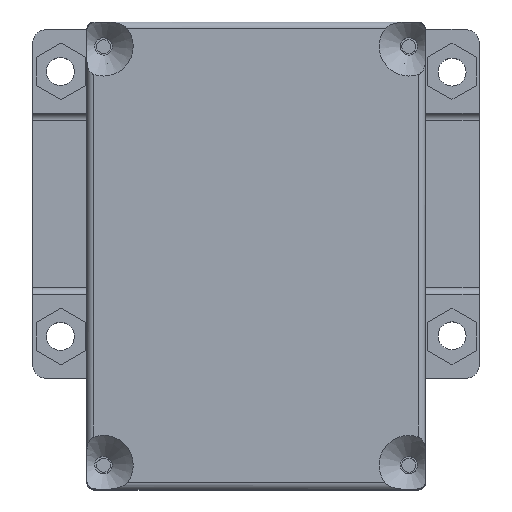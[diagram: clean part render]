
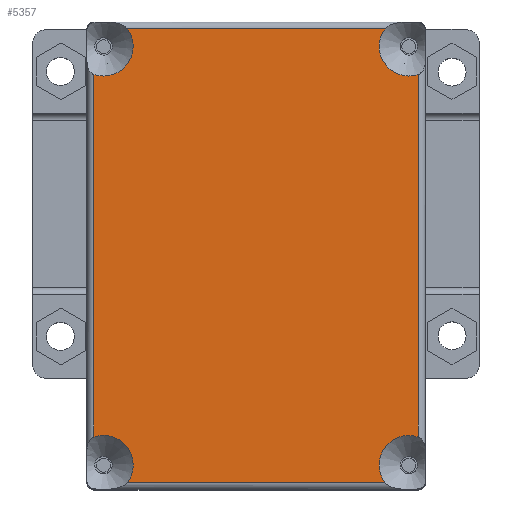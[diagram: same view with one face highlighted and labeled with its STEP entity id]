
A CAD part, top view. The second image highlights one B-rep face of the part: STEP entity #5357.
In plain terms, the highlighted planar face has unit normal (0, 0, 1).
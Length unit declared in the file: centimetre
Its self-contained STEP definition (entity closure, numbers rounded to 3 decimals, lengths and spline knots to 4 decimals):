
#181=LINE($,#7823,#706);
#182=LINE($,#7887,#707);
#185=LINE($,#8012,#710);
#186=LINE($,#8013,#711);
#706=VECTOR($,#6198,5.1957);
#707=VECTOR($,#6211,3.6876);
#710=VECTOR($,#6258,3.6876);
#711=VECTOR($,#6259,5.1957);
#1226=PLANE($,#5696);
#1532=FACE_OUTER_BOUND($,#1841,.T.);
#1841=EDGE_LOOP($,(#3797,#3798,#3799,#3800,#3801,#3802,#3803,#3804));
#2188=CIRCLE($,#5664,0.425);
#2192=CIRCLE($,#5673,0.425);
#2199=CIRCLE($,#5685,0.425);
#2205=CIRCLE($,#5695,0.425);
#2392=VERTEX_POINT($,#7736);
#2393=VERTEX_POINT($,#7749);
#2403=VERTEX_POINT($,#7810);
#2407=VERTEX_POINT($,#7831);
#2408=VERTEX_POINT($,#7848);
#2418=VERTEX_POINT($,#7906);
#2424=VERTEX_POINT($,#7956);
#2425=VERTEX_POINT($,#7969);
#2925=EDGE_CURVE($,#2392,#2393,#2188,.T.);
#2939=EDGE_CURVE($,#2403,#2392,#181,.T.);
#2943=EDGE_CURVE($,#2407,#2408,#2192,.T.);
#2948=EDGE_CURVE($,#2393,#2407,#182,.T.);
#2958=EDGE_CURVE($,#2418,#2403,#2199,.T.);
#2967=EDGE_CURVE($,#2424,#2425,#2205,.T.);
#2972=EDGE_CURVE($,#2425,#2418,#185,.T.);
#2973=EDGE_CURVE($,#2408,#2424,#186,.T.);
#3797=ORIENTED_EDGE($,*,*,#2925,.F.);
#3798=ORIENTED_EDGE($,*,*,#2939,.F.);
#3799=ORIENTED_EDGE($,*,*,#2958,.F.);
#3800=ORIENTED_EDGE($,*,*,#2972,.F.);
#3801=ORIENTED_EDGE($,*,*,#2967,.F.);
#3802=ORIENTED_EDGE($,*,*,#2973,.F.);
#3803=ORIENTED_EDGE($,*,*,#2943,.F.);
#3804=ORIENTED_EDGE($,*,*,#2948,.F.);
#5357=ADVANCED_FACE($,(#1532),#1226,.F.);
#5664=AXIS2_PLACEMENT_3D($,#7750,#6182,#6183);
#5673=AXIS2_PLACEMENT_3D($,#7849,#6207,#6208);
#5685=AXIS2_PLACEMENT_3D($,#7923,#6234,#6235);
#5695=AXIS2_PLACEMENT_3D($,#7970,#6254,#6255);
#5696=AXIS2_PLACEMENT_3D($,#8011,#6256,#6257);
#6182=DIRECTION('center_axis',(0.,0.,1.));
#6183=DIRECTION('ref_axis',(1.,0.,0.));
#6198=DIRECTION($,(0.,1.,0.));
#6207=DIRECTION('center_axis',(0.,0.,1.));
#6208=DIRECTION('ref_axis',(1.,0.,0.));
#6211=DIRECTION($,(1.,0.,0.));
#6234=DIRECTION('center_axis',(0.,0.,1.));
#6235=DIRECTION('ref_axis',(1.,0.,0.));
#6254=DIRECTION('center_axis',(0.,0.,1.));
#6255=DIRECTION('ref_axis',(1.,0.,0.));
#6256=DIRECTION('center_axis',(0.,0.,-1.));
#6257=DIRECTION('ref_axis',(1.,0.,0.));
#6258=DIRECTION($,(-1.,0.,0.));
#6259=DIRECTION($,(0.,-1.,0.));
#7736=CARTESIAN_POINT('',(1.9671,10.338,5.));
#7749=CARTESIAN_POINT('',(2.4483,10.9901,5.));
#7750=CARTESIAN_POINT('Origin',(2.1046,10.7401,5.));
#7810=CARTESIAN_POINT('',(1.9671,5.1423,5.));
#7823=CARTESIAN_POINT($,(1.9671,7.7401,5.));
#7831=CARTESIAN_POINT('',(6.1359,10.9901,5.));
#7848=CARTESIAN_POINT('',(6.6171,10.338,5.));
#7849=CARTESIAN_POINT('Origin',(6.4796,10.7401,5.));
#7887=CARTESIAN_POINT($,(4.2546,10.9901,5.));
#7906=CARTESIAN_POINT('',(2.4483,4.4901,5.));
#7923=CARTESIAN_POINT('Origin',(2.1046,4.7401,5.));
#7956=CARTESIAN_POINT('',(6.6171,5.1423,5.));
#7969=CARTESIAN_POINT('',(6.1359,4.4901,5.));
#7970=CARTESIAN_POINT('Origin',(6.4796,4.7401,5.));
#8011=CARTESIAN_POINT('Origin',(4.2171,7.7401,5.));
#8012=CARTESIAN_POINT($,(4.2171,4.4901,5.));
#8013=CARTESIAN_POINT($,(6.6171,7.7401,5.));
